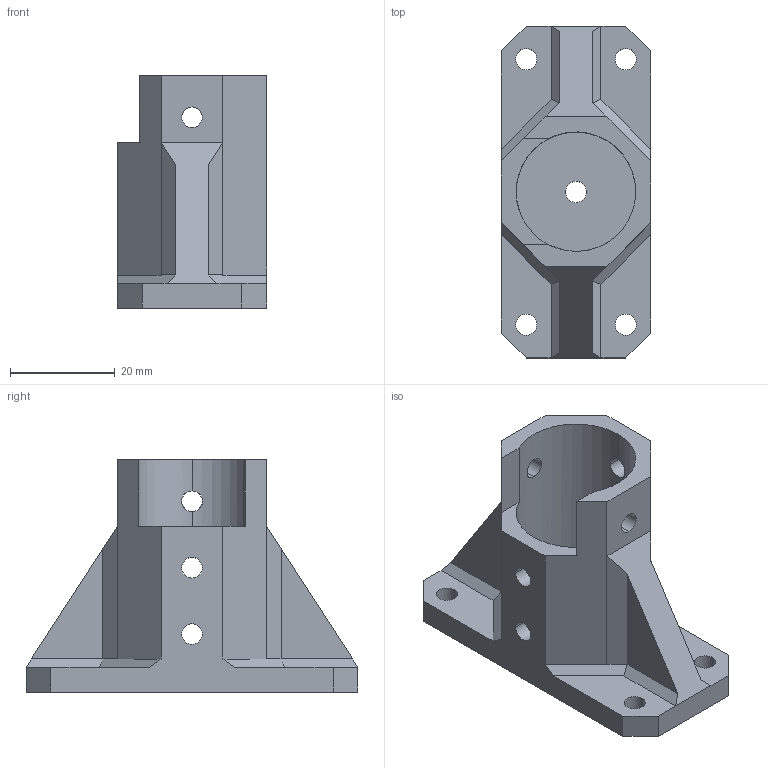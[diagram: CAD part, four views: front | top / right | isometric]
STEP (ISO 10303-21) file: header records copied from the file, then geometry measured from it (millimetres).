
FILE_DESCRIPTION (( 'STEP AP203' ), '1' );
FILE_NAME ('Flange Mount.STEP', '2021-04-13T21:34:24', ( '' ), ( '' ), 'SwSTEP 2.0', 'SolidWorks 2020', '' );
FILE_SCHEMA (( 'CONFIG_CONTROL_DESIGN' ));
Length unit declared in the file: inch
Products named in the file (1): Flange Mount
Bounding box: 28.57 x 63.5 x 44.45 mm (x, y, z)
Volume: 20978.9 mm3; surface area: 11240.6 mm2
Topology: 1 solids, 1 shells, 68 faces, 205 edges, 134 vertices
Faces by surface type: plane 42, cylinder 26
Entity records: 2756 total; most frequent: CARTESIAN_POINT 800, ORIENTED_EDGE 410, DIRECTION 359, EDGE_CURVE 205, LINE 141, VECTOR 141, VERTEX_POINT 134, AXIS2_PLACEMENT_3D 109
